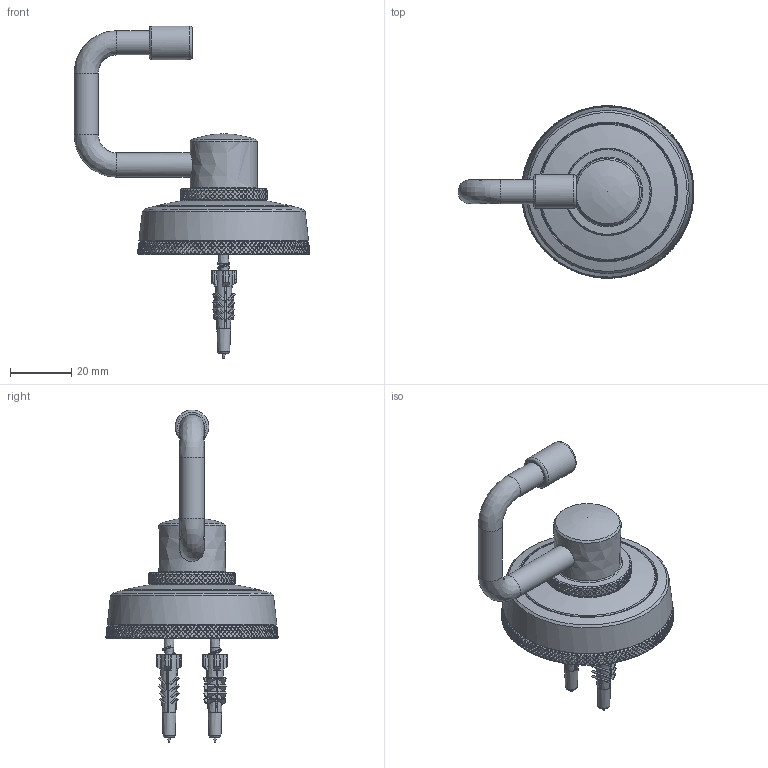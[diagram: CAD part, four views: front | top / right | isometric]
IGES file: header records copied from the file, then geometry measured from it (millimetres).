
Global section: file name: N1432; native system: Autodesk Inventor 2020; preprocessor: unknown; author: camerond; date: 20200204.113759; units: millimetre
Bounding box: 77.18 x 56.42 x 108.6 mm (x, y, z)
Volume: 48643.7 mm3; surface area: 27444.1 mm2
Topology: 13 solids, 13 shells, 6002 faces, 13447 edges, 7462 vertices
Faces by surface type: bspline 6002
